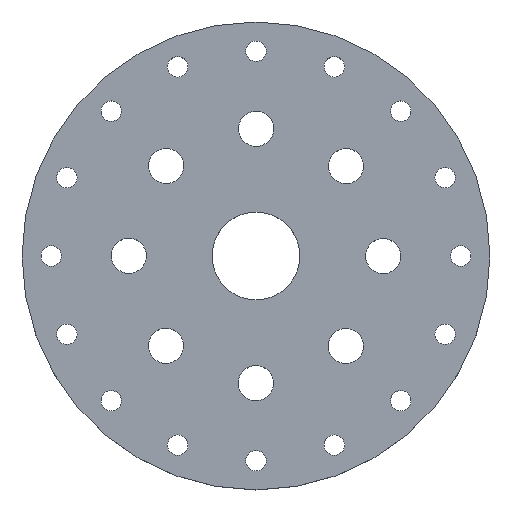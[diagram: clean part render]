
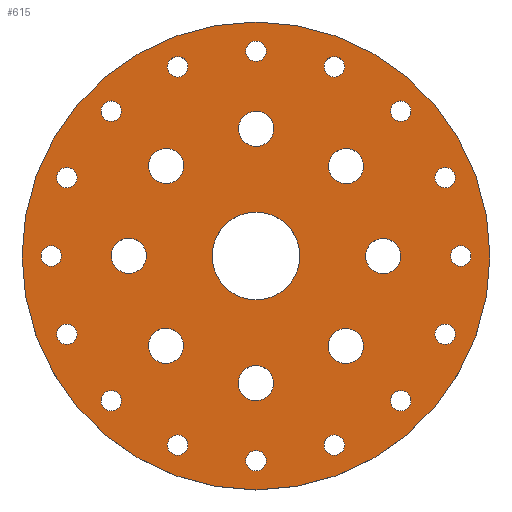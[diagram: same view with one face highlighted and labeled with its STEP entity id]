
A CAD part, top view. The second image highlights one B-rep face of the part: STEP entity #615.
In plain terms, the highlighted planar face has unit normal (0, 0, 1).
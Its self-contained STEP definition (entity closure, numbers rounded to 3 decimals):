
#15=FACE_BOUND('',#122,.T.);
#16=FACE_BOUND('',#123,.T.);
#17=FACE_BOUND('',#124,.T.);
#18=FACE_BOUND('',#125,.T.);
#19=FACE_BOUND('',#126,.T.);
#20=FACE_BOUND('',#127,.T.);
#21=FACE_BOUND('',#128,.T.);
#22=FACE_BOUND('',#129,.T.);
#23=FACE_BOUND('',#130,.T.);
#24=FACE_BOUND('',#131,.T.);
#25=FACE_BOUND('',#132,.T.);
#26=FACE_BOUND('',#133,.T.);
#27=FACE_BOUND('',#134,.T.);
#28=FACE_BOUND('',#135,.T.);
#29=FACE_BOUND('',#136,.T.);
#30=FACE_BOUND('',#137,.T.);
#31=FACE_BOUND('',#138,.T.);
#32=FACE_BOUND('',#139,.T.);
#33=FACE_BOUND('',#140,.T.);
#34=FACE_BOUND('',#141,.T.);
#35=FACE_BOUND('',#142,.T.);
#36=FACE_BOUND('',#143,.T.);
#37=FACE_BOUND('',#144,.T.);
#38=FACE_BOUND('',#145,.T.);
#39=FACE_BOUND('',#146,.T.);
#65=PLANE('',#709);
#93=FACE_OUTER_BOUND('',#121,.T.);
#121=EDGE_LOOP('',(#511));
#122=EDGE_LOOP('',(#512));
#123=EDGE_LOOP('',(#513));
#124=EDGE_LOOP('',(#514));
#125=EDGE_LOOP('',(#515));
#126=EDGE_LOOP('',(#516));
#127=EDGE_LOOP('',(#517));
#128=EDGE_LOOP('',(#518));
#129=EDGE_LOOP('',(#519));
#130=EDGE_LOOP('',(#520));
#131=EDGE_LOOP('',(#521));
#132=EDGE_LOOP('',(#522));
#133=EDGE_LOOP('',(#523));
#134=EDGE_LOOP('',(#524));
#135=EDGE_LOOP('',(#525));
#136=EDGE_LOOP('',(#526));
#137=EDGE_LOOP('',(#527));
#138=EDGE_LOOP('',(#528));
#139=EDGE_LOOP('',(#529));
#140=EDGE_LOOP('',(#530));
#141=EDGE_LOOP('',(#531));
#142=EDGE_LOOP('',(#532));
#143=EDGE_LOOP('',(#533));
#144=EDGE_LOOP('',(#534));
#145=EDGE_LOOP('',(#535));
#146=EDGE_LOOP('',(#536));
#225=CIRCLE('',#632,3.);
#227=CIRCLE('',#635,1.75);
#229=CIRCLE('',#638,3.);
#231=CIRCLE('',#641,1.75);
#233=CIRCLE('',#644,1.75);
#235=CIRCLE('',#647,1.75);
#237=CIRCLE('',#650,1.75);
#239=CIRCLE('',#653,7.5);
#241=CIRCLE('',#656,1.75);
#243=CIRCLE('',#659,1.75);
#245=CIRCLE('',#662,1.75);
#247=CIRCLE('',#665,3.);
#249=CIRCLE('',#668,3.);
#251=CIRCLE('',#671,1.75);
#253=CIRCLE('',#674,1.75);
#255=CIRCLE('',#677,1.75);
#257=CIRCLE('',#680,1.75);
#259=CIRCLE('',#683,1.75);
#261=CIRCLE('',#686,1.75);
#263=CIRCLE('',#689,1.75);
#265=CIRCLE('',#692,3.);
#267=CIRCLE('',#695,1.75);
#269=CIRCLE('',#698,3.);
#271=CIRCLE('',#701,3.);
#273=CIRCLE('',#704,3.);
#275=CIRCLE('',#707,40.);
#277=VERTEX_POINT('',#901);
#279=VERTEX_POINT('',#907);
#281=VERTEX_POINT('',#913);
#283=VERTEX_POINT('',#919);
#285=VERTEX_POINT('',#925);
#287=VERTEX_POINT('',#931);
#289=VERTEX_POINT('',#937);
#291=VERTEX_POINT('',#943);
#293=VERTEX_POINT('',#949);
#295=VERTEX_POINT('',#955);
#297=VERTEX_POINT('',#961);
#299=VERTEX_POINT('',#967);
#301=VERTEX_POINT('',#973);
#303=VERTEX_POINT('',#979);
#305=VERTEX_POINT('',#985);
#307=VERTEX_POINT('',#991);
#309=VERTEX_POINT('',#997);
#311=VERTEX_POINT('',#1003);
#313=VERTEX_POINT('',#1009);
#315=VERTEX_POINT('',#1015);
#317=VERTEX_POINT('',#1021);
#319=VERTEX_POINT('',#1027);
#321=VERTEX_POINT('',#1033);
#323=VERTEX_POINT('',#1039);
#325=VERTEX_POINT('',#1045);
#327=VERTEX_POINT('',#1051);
#329=EDGE_CURVE('',#277,#277,#225,.T.);
#332=EDGE_CURVE('',#279,#279,#227,.T.);
#335=EDGE_CURVE('',#281,#281,#229,.T.);
#338=EDGE_CURVE('',#283,#283,#231,.T.);
#341=EDGE_CURVE('',#285,#285,#233,.T.);
#344=EDGE_CURVE('',#287,#287,#235,.T.);
#347=EDGE_CURVE('',#289,#289,#237,.T.);
#350=EDGE_CURVE('',#291,#291,#239,.T.);
#353=EDGE_CURVE('',#293,#293,#241,.T.);
#356=EDGE_CURVE('',#295,#295,#243,.T.);
#359=EDGE_CURVE('',#297,#297,#245,.T.);
#362=EDGE_CURVE('',#299,#299,#247,.T.);
#365=EDGE_CURVE('',#301,#301,#249,.T.);
#368=EDGE_CURVE('',#303,#303,#251,.T.);
#371=EDGE_CURVE('',#305,#305,#253,.T.);
#374=EDGE_CURVE('',#307,#307,#255,.T.);
#377=EDGE_CURVE('',#309,#309,#257,.T.);
#380=EDGE_CURVE('',#311,#311,#259,.T.);
#383=EDGE_CURVE('',#313,#313,#261,.T.);
#386=EDGE_CURVE('',#315,#315,#263,.T.);
#389=EDGE_CURVE('',#317,#317,#265,.T.);
#392=EDGE_CURVE('',#319,#319,#267,.T.);
#395=EDGE_CURVE('',#321,#321,#269,.T.);
#398=EDGE_CURVE('',#323,#323,#271,.T.);
#401=EDGE_CURVE('',#325,#325,#273,.T.);
#404=EDGE_CURVE('',#327,#327,#275,.T.);
#511=ORIENTED_EDGE('',*,*,#404,.T.);
#512=ORIENTED_EDGE('',*,*,#401,.T.);
#513=ORIENTED_EDGE('',*,*,#398,.T.);
#514=ORIENTED_EDGE('',*,*,#395,.T.);
#515=ORIENTED_EDGE('',*,*,#392,.T.);
#516=ORIENTED_EDGE('',*,*,#389,.T.);
#517=ORIENTED_EDGE('',*,*,#386,.T.);
#518=ORIENTED_EDGE('',*,*,#383,.T.);
#519=ORIENTED_EDGE('',*,*,#380,.T.);
#520=ORIENTED_EDGE('',*,*,#377,.T.);
#521=ORIENTED_EDGE('',*,*,#374,.T.);
#522=ORIENTED_EDGE('',*,*,#371,.T.);
#523=ORIENTED_EDGE('',*,*,#368,.T.);
#524=ORIENTED_EDGE('',*,*,#365,.T.);
#525=ORIENTED_EDGE('',*,*,#362,.T.);
#526=ORIENTED_EDGE('',*,*,#359,.T.);
#527=ORIENTED_EDGE('',*,*,#356,.T.);
#528=ORIENTED_EDGE('',*,*,#353,.T.);
#529=ORIENTED_EDGE('',*,*,#350,.T.);
#530=ORIENTED_EDGE('',*,*,#347,.T.);
#531=ORIENTED_EDGE('',*,*,#344,.T.);
#532=ORIENTED_EDGE('',*,*,#341,.T.);
#533=ORIENTED_EDGE('',*,*,#338,.T.);
#534=ORIENTED_EDGE('',*,*,#335,.T.);
#535=ORIENTED_EDGE('',*,*,#332,.T.);
#536=ORIENTED_EDGE('',*,*,#329,.T.);
#615=ADVANCED_FACE('',(#93,#15,#16,#17,#18,#19,#20,#21,#22,#23,#24,#25,
#26,#27,#28,#29,#30,#31,#32,#33,#34,#35,#36,#37,#38,#39),#65,.T.);
#632=AXIS2_PLACEMENT_3D('',#902,#715,#716);
#635=AXIS2_PLACEMENT_3D('',#908,#722,#723);
#638=AXIS2_PLACEMENT_3D('',#914,#729,#730);
#641=AXIS2_PLACEMENT_3D('',#920,#736,#737);
#644=AXIS2_PLACEMENT_3D('',#926,#743,#744);
#647=AXIS2_PLACEMENT_3D('',#932,#750,#751);
#650=AXIS2_PLACEMENT_3D('',#938,#757,#758);
#653=AXIS2_PLACEMENT_3D('',#944,#764,#765);
#656=AXIS2_PLACEMENT_3D('',#950,#771,#772);
#659=AXIS2_PLACEMENT_3D('',#956,#778,#779);
#662=AXIS2_PLACEMENT_3D('',#962,#785,#786);
#665=AXIS2_PLACEMENT_3D('',#968,#792,#793);
#668=AXIS2_PLACEMENT_3D('',#974,#799,#800);
#671=AXIS2_PLACEMENT_3D('',#980,#806,#807);
#674=AXIS2_PLACEMENT_3D('',#986,#813,#814);
#677=AXIS2_PLACEMENT_3D('',#992,#820,#821);
#680=AXIS2_PLACEMENT_3D('',#998,#827,#828);
#683=AXIS2_PLACEMENT_3D('',#1004,#834,#835);
#686=AXIS2_PLACEMENT_3D('',#1010,#841,#842);
#689=AXIS2_PLACEMENT_3D('',#1016,#848,#849);
#692=AXIS2_PLACEMENT_3D('',#1022,#855,#856);
#695=AXIS2_PLACEMENT_3D('',#1028,#862,#863);
#698=AXIS2_PLACEMENT_3D('',#1034,#869,#870);
#701=AXIS2_PLACEMENT_3D('',#1040,#876,#877);
#704=AXIS2_PLACEMENT_3D('',#1046,#883,#884);
#707=AXIS2_PLACEMENT_3D('',#1052,#890,#891);
#709=AXIS2_PLACEMENT_3D('',#1056,#895,#896);
#715=DIRECTION('center_axis',(0.,0.,-1.));
#716=DIRECTION('ref_axis',(1.,0.,0.));
#722=DIRECTION('center_axis',(0.,0.,-1.));
#723=DIRECTION('ref_axis',(1.,0.,0.));
#729=DIRECTION('center_axis',(0.,0.,-1.));
#730=DIRECTION('ref_axis',(1.,0.,0.));
#736=DIRECTION('center_axis',(0.,0.,-1.));
#737=DIRECTION('ref_axis',(1.,0.,0.));
#743=DIRECTION('center_axis',(0.,0.,-1.));
#744=DIRECTION('ref_axis',(1.,0.,0.));
#750=DIRECTION('center_axis',(0.,0.,-1.));
#751=DIRECTION('ref_axis',(1.,0.,0.));
#757=DIRECTION('center_axis',(0.,0.,-1.));
#758=DIRECTION('ref_axis',(1.,0.,0.));
#764=DIRECTION('center_axis',(0.,0.,-1.));
#765=DIRECTION('ref_axis',(1.,0.,0.));
#771=DIRECTION('center_axis',(0.,0.,-1.));
#772=DIRECTION('ref_axis',(1.,0.,0.));
#778=DIRECTION('center_axis',(0.,0.,-1.));
#779=DIRECTION('ref_axis',(1.,0.,0.));
#785=DIRECTION('center_axis',(0.,0.,-1.));
#786=DIRECTION('ref_axis',(1.,0.,0.));
#792=DIRECTION('center_axis',(0.,0.,-1.));
#793=DIRECTION('ref_axis',(1.,0.,0.));
#799=DIRECTION('center_axis',(0.,0.,-1.));
#800=DIRECTION('ref_axis',(1.,0.,0.));
#806=DIRECTION('center_axis',(0.,0.,-1.));
#807=DIRECTION('ref_axis',(1.,0.,0.));
#813=DIRECTION('center_axis',(0.,0.,-1.));
#814=DIRECTION('ref_axis',(1.,0.,0.));
#820=DIRECTION('center_axis',(0.,0.,-1.));
#821=DIRECTION('ref_axis',(1.,0.,0.));
#827=DIRECTION('center_axis',(0.,0.,-1.));
#828=DIRECTION('ref_axis',(1.,0.,0.));
#834=DIRECTION('center_axis',(0.,0.,-1.));
#835=DIRECTION('ref_axis',(1.,0.,0.));
#841=DIRECTION('center_axis',(0.,0.,-1.));
#842=DIRECTION('ref_axis',(1.,0.,0.));
#848=DIRECTION('center_axis',(0.,0.,-1.));
#849=DIRECTION('ref_axis',(1.,0.,0.));
#855=DIRECTION('center_axis',(0.,0.,-1.));
#856=DIRECTION('ref_axis',(1.,0.,0.));
#862=DIRECTION('center_axis',(0.,0.,-1.));
#863=DIRECTION('ref_axis',(1.,0.,0.));
#869=DIRECTION('center_axis',(0.,0.,-1.));
#870=DIRECTION('ref_axis',(1.,0.,0.));
#876=DIRECTION('center_axis',(0.,0.,-1.));
#877=DIRECTION('ref_axis',(1.,0.,0.));
#883=DIRECTION('center_axis',(0.,0.,-1.));
#884=DIRECTION('ref_axis',(1.,0.,0.));
#890=DIRECTION('center_axis',(0.,0.,1.));
#891=DIRECTION('ref_axis',(1.,0.,0.));
#895=DIRECTION('center_axis',(0.,0.,1.));
#896=DIRECTION('ref_axis',(1.,0.,0.));
#901=CARTESIAN_POINT('',(-24.747,0.028,7.));
#902=CARTESIAN_POINT('Origin',(-21.747,0.028,7.));
#907=CARTESIAN_POINT('',(22.999,-24.749,7.));
#908=CARTESIAN_POINT('Origin',(24.749,-24.749,7.));
#913=CARTESIAN_POINT('',(18.747,-0.028,7.));
#914=CARTESIAN_POINT('Origin',(21.747,-0.028,7.));
#919=CARTESIAN_POINT('',(-26.499,-24.749,7.));
#920=CARTESIAN_POINT('Origin',(-24.749,-24.749,7.));
#925=CARTESIAN_POINT('',(30.586,13.394,7.));
#926=CARTESIAN_POINT('Origin',(32.336,13.394,7.));
#931=CARTESIAN_POINT('',(-36.75,0.,7.));
#932=CARTESIAN_POINT('Origin',(-35.,0.,7.));
#937=CARTESIAN_POINT('',(11.644,32.336,7.));
#938=CARTESIAN_POINT('Origin',(13.394,32.336,7.));
#943=CARTESIAN_POINT('',(-7.5,0.,7.));
#944=CARTESIAN_POINT('Origin',(0.,0.,7.));
#949=CARTESIAN_POINT('',(-34.086,13.394,7.));
#950=CARTESIAN_POINT('Origin',(-32.336,13.394,7.));
#955=CARTESIAN_POINT('',(33.25,0.,7.));
#956=CARTESIAN_POINT('Origin',(35.,0.,7.));
#961=CARTESIAN_POINT('',(-1.75,-35.,7.));
#962=CARTESIAN_POINT('Origin',(0.,-35.,7.));
#967=CARTESIAN_POINT('',(-3.028,-21.747,7.));
#968=CARTESIAN_POINT('Origin',(-0.028,-21.747,7.));
#973=CARTESIAN_POINT('',(-2.972,21.747,7.));
#974=CARTESIAN_POINT('Origin',(0.028,21.747,7.));
#979=CARTESIAN_POINT('',(30.586,-13.394,7.));
#980=CARTESIAN_POINT('Origin',(32.336,-13.394,7.));
#985=CARTESIAN_POINT('',(-26.499,24.749,7.));
#986=CARTESIAN_POINT('Origin',(-24.749,24.749,7.));
#991=CARTESIAN_POINT('',(-34.086,-13.394,7.));
#992=CARTESIAN_POINT('Origin',(-32.336,-13.394,7.));
#997=CARTESIAN_POINT('',(11.644,-32.336,7.));
#998=CARTESIAN_POINT('Origin',(13.394,-32.336,7.));
#1003=CARTESIAN_POINT('',(-1.75,35.,7.));
#1004=CARTESIAN_POINT('Origin',(0.,35.,7.));
#1009=CARTESIAN_POINT('',(22.999,24.749,7.));
#1010=CARTESIAN_POINT('Origin',(24.749,24.749,7.));
#1015=CARTESIAN_POINT('',(-15.144,32.336,7.));
#1016=CARTESIAN_POINT('Origin',(-13.394,32.336,7.));
#1021=CARTESIAN_POINT('',(-18.358,15.397,7.));
#1022=CARTESIAN_POINT('Origin',(-15.358,15.397,7.));
#1027=CARTESIAN_POINT('',(-15.144,-32.336,7.));
#1028=CARTESIAN_POINT('Origin',(-13.394,-32.336,7.));
#1033=CARTESIAN_POINT('',(12.397,15.358,7.));
#1034=CARTESIAN_POINT('Origin',(15.397,15.358,7.));
#1039=CARTESIAN_POINT('',(12.358,-15.397,7.));
#1040=CARTESIAN_POINT('Origin',(15.358,-15.397,7.));
#1045=CARTESIAN_POINT('',(-18.397,-15.358,7.));
#1046=CARTESIAN_POINT('Origin',(-15.397,-15.358,7.));
#1051=CARTESIAN_POINT('',(-40.,0.,7.));
#1052=CARTESIAN_POINT('Origin',(0.,0.,7.));
#1056=CARTESIAN_POINT('Origin',(0.,0.,7.));
